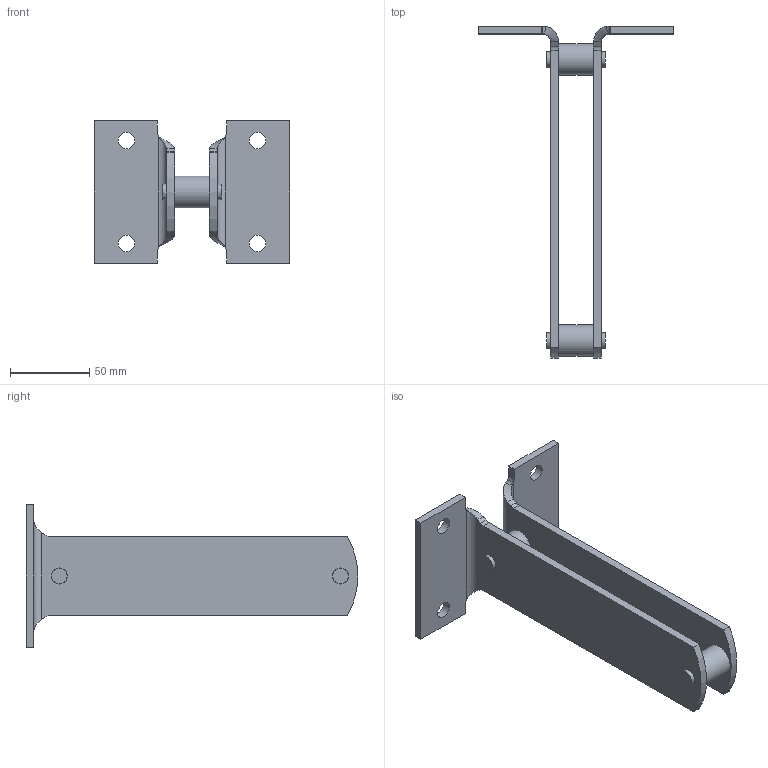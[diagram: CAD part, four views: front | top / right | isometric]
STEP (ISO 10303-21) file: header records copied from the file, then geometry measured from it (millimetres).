
FILE_DESCRIPTION(/* description */ (''),/* implementation_level */ '2;1');
FILE_NAME(/* name */ '8576.stp',/* time_stamp */ '2016-11-15T09:35:46+01:00',/* author */ ('Giuliano'),/* organization */ (''),/* preprocessor_version */ 'ST-DEVELOPER v16.5',/* originating_system */ 'Autodesk Inventor 2017',/* authorisation */ '');
FILE_SCHEMA (('AUTOMOTIVE_DESIGN { 1 0 10303 214 3 1 1 }'));
Length unit declared in the file: millimetre
Products named in the file (3): 8576; 15957; 15712
Assembly tree (4 placements, depth 2):
  8576
    15957  x2
    15712  x2
Bounding box: 123.69 x 210 x 90 mm (x, y, z)
Volume: 155676.1 mm3; surface area: 68660.3 mm2
Topology: 4 solids, 4 shells, 70 faces, 166 edges, 108 vertices
Faces by surface type: plane 34, cylinder 28, bspline 8
Full cylindrical faces by diameter (mm): 9.9 x4, 10.2 x4, 10.5 x4, 20 x2
Entity records: 1618 total; most frequent: CARTESIAN_POINT 722, DIRECTION 168, ORIENTED_EDGE 152, EDGE_CURVE 76, AXIS2_PLACEMENT_3D 62, VERTEX_POINT 54, EDGE_LOOP 52, LINE 44
